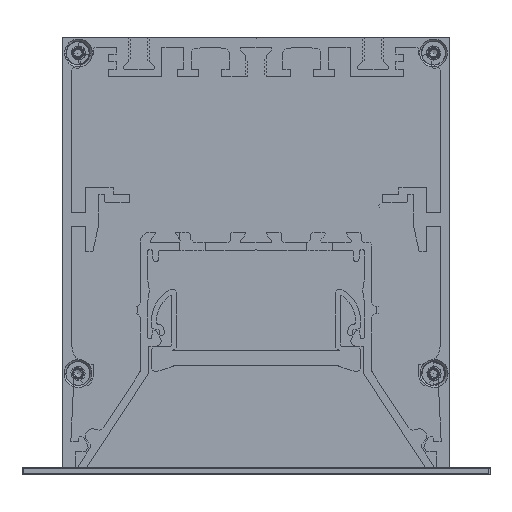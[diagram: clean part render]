
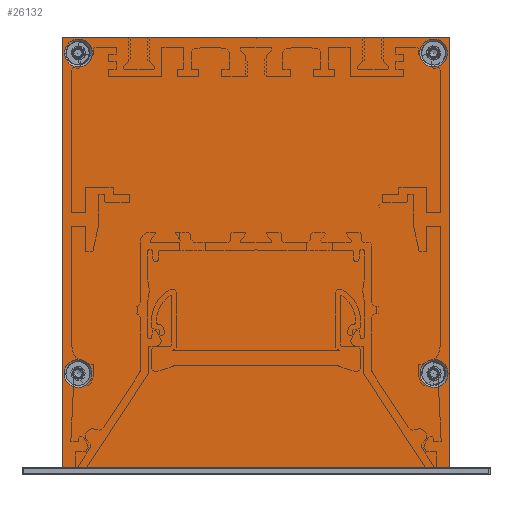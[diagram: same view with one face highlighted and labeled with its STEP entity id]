
A CAD part, front view. The second image highlights one B-rep face of the part: STEP entity #26132.
In plain terms, the highlighted planar face has unit normal (0, -1, 0).
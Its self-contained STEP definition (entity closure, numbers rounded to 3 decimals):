
#207=FACE_BOUND('',#4278,.T.);
#208=FACE_BOUND('',#4279,.T.);
#209=FACE_BOUND('',#4280,.T.);
#210=FACE_BOUND('',#4281,.T.);
#1753=PLANE('',#28017);
#2877=FACE_OUTER_BOUND('',#4277,.T.);
#4277=EDGE_LOOP('',(#21243,#21244,#21245,#21246));
#4278=EDGE_LOOP('',(#21247));
#4279=EDGE_LOOP('',(#21248));
#4280=EDGE_LOOP('',(#21249));
#4281=EDGE_LOOP('',(#21250));
#5305=CIRCLE('',#27725,2.75);
#5326=CIRCLE('',#27795,2.75);
#5348=CIRCLE('',#27866,2.75);
#5367=CIRCLE('',#27932,2.75);
#6802=LINE('',#51404,#8807);
#6803=LINE('',#51406,#8808);
#6804=LINE('',#51408,#8809);
#6805=LINE('',#51409,#8810);
#8807=VECTOR('',#32704,10.);
#8808=VECTOR('',#32705,10.);
#8809=VECTOR('',#32706,10.);
#8810=VECTOR('',#32707,10.);
#11073=VERTEX_POINT('',#46336);
#11200=VERTEX_POINT('',#47962);
#11327=VERTEX_POINT('',#49586);
#11441=VERTEX_POINT('',#51078);
#11591=VERTEX_POINT('',#51402);
#11592=VERTEX_POINT('',#51403);
#11593=VERTEX_POINT('',#51405);
#11594=VERTEX_POINT('',#51407);
#14394=EDGE_CURVE('',#11073,#11073,#5305,.T.);
#14583=EDGE_CURVE('',#11200,#11200,#5326,.T.);
#14771=EDGE_CURVE('',#11327,#11327,#5348,.T.);
#14942=EDGE_CURVE('',#11441,#11441,#5367,.T.);
#15099=EDGE_CURVE('',#11591,#11592,#6802,.T.);
#15100=EDGE_CURVE('',#11592,#11593,#6803,.T.);
#15101=EDGE_CURVE('',#11593,#11594,#6804,.T.);
#15102=EDGE_CURVE('',#11594,#11591,#6805,.T.);
#21243=ORIENTED_EDGE('',*,*,#15099,.T.);
#21244=ORIENTED_EDGE('',*,*,#15100,.T.);
#21245=ORIENTED_EDGE('',*,*,#15101,.T.);
#21246=ORIENTED_EDGE('',*,*,#15102,.T.);
#21247=ORIENTED_EDGE('',*,*,#14583,.T.);
#21248=ORIENTED_EDGE('',*,*,#14771,.T.);
#21249=ORIENTED_EDGE('',*,*,#14942,.T.);
#21250=ORIENTED_EDGE('',*,*,#14394,.T.);
#26132=ADVANCED_FACE('',(#2877,#207,#208,#209,#210),#1753,.T.);
#27725=AXIS2_PLACEMENT_3D('',#46337,#31877,#31878);
#27795=AXIS2_PLACEMENT_3D('',#47964,#32070,#32071);
#27866=AXIS2_PLACEMENT_3D('',#49588,#32264,#32265);
#27932=AXIS2_PLACEMENT_3D('',#51079,#32444,#32445);
#28017=AXIS2_PLACEMENT_3D('',#51401,#32702,#32703);
#31877=DIRECTION('center_axis',(0.,1.,0.));
#31878=DIRECTION('ref_axis',(-1.,0.,0.));
#32070=DIRECTION('center_axis',(0.,1.,0.));
#32071=DIRECTION('ref_axis',(-1.,0.,0.));
#32264=DIRECTION('center_axis',(0.,1.,0.));
#32265=DIRECTION('ref_axis',(-1.,0.,0.));
#32444=DIRECTION('center_axis',(0.,1.,0.));
#32445=DIRECTION('ref_axis',(-1.,0.,0.));
#32702=DIRECTION('center_axis',(0.,-1.,0.));
#32703=DIRECTION('ref_axis',(0.,0.,1.));
#32704=DIRECTION('',(1.,0.,0.));
#32705=DIRECTION('',(0.,0.,1.));
#32706=DIRECTION('',(-1.,0.,0.));
#32707=DIRECTION('',(0.,0.,-1.));
#46336=CARTESIAN_POINT('',(37.65,-1127.5,-3.1));
#46337=CARTESIAN_POINT('Origin',(34.9,-1127.5,-3.1));
#47962=CARTESIAN_POINT('',(-32.15,-1127.5,-3.1));
#47964=CARTESIAN_POINT('Origin',(-34.9,-1127.5,-3.1));
#49586=CARTESIAN_POINT('',(37.75,-1127.5,-66.1));
#49588=CARTESIAN_POINT('Origin',(35.,-1127.5,-66.1));
#51078=CARTESIAN_POINT('',(-32.25,-1127.5,-66.1));
#51079=CARTESIAN_POINT('Origin',(-35.,-1127.5,-66.1));
#51401=CARTESIAN_POINT('Origin',(0.,-1127.5,-43.));
#51402=CARTESIAN_POINT('',(-38.,-1127.5,-84.6));
#51403=CARTESIAN_POINT('',(38.,-1127.5,-84.6));
#51404=CARTESIAN_POINT('',(0.,-1127.5,-84.6));
#51405=CARTESIAN_POINT('',(38.,-1127.5,0.));
#51406=CARTESIAN_POINT('',(38.,-1127.5,0.));
#51407=CARTESIAN_POINT('',(-38.,-1127.5,0.));
#51408=CARTESIAN_POINT('',(-38.,-1127.5,0.));
#51409=CARTESIAN_POINT('',(-38.,-1127.5,-86.));
